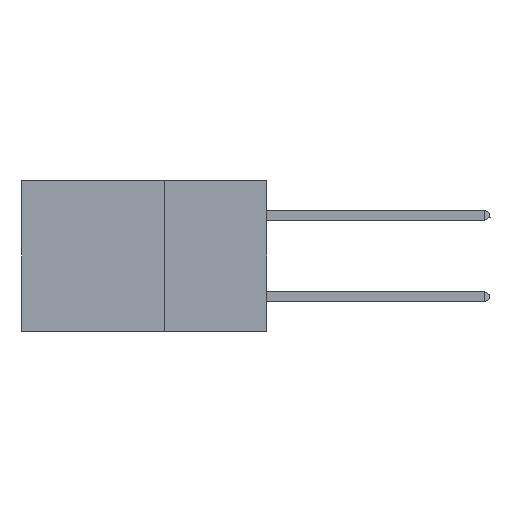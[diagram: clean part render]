
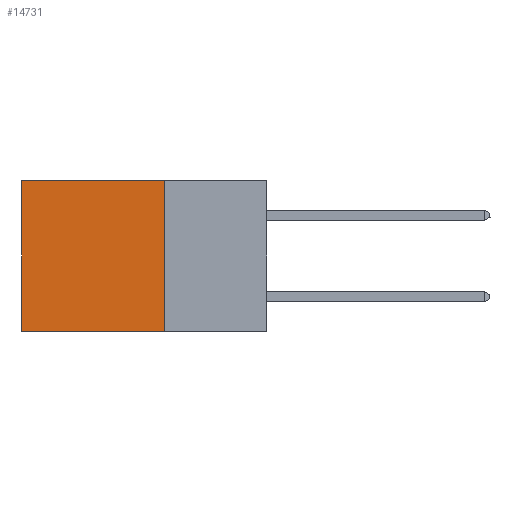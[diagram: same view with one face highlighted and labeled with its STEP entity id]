
A CAD part, left-side view. The second image highlights one B-rep face of the part: STEP entity #14731.
In plain terms, the highlighted planar face has unit normal (-1, 0, 0).
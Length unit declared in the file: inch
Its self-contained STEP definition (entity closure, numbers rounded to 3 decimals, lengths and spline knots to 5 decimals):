
#338 = CARTESIAN_POINT ( 'NONE',  ( 0.2875, 0.25, 0. ) ) ;
#1263 = DIRECTION ( 'NONE',  ( 0., 0., -1. ) ) ;
#3521 = PLANE ( 'NONE',  #14301 ) ;
#3768 = EDGE_LOOP ( 'NONE', ( #14298, #10456, #6040, #41638 ) ) ;
#4439 = CARTESIAN_POINT ( 'NONE',  ( 0.2875, 0.25, 0. ) ) ;
#6040 = ORIENTED_EDGE ( 'NONE', *, *, #14035, .F. ) ;
#9347 = VECTOR ( 'NONE', #20001, 39.37008 ) ;
#10102 = DIRECTION ( 'NONE',  ( 1., 0., 0. ) ) ;
#10372 = CARTESIAN_POINT ( 'NONE',  ( 0.2875, 0.25, -0.37 ) ) ;
#10456 = ORIENTED_EDGE ( 'NONE', *, *, #26839, .F. ) ;
#11470 = VERTEX_POINT ( 'NONE', #10372 ) ;
#11842 = EDGE_CURVE ( 'NONE', #14240, #32577, #12649, .T. ) ;
#12226 = CARTESIAN_POINT ( 'NONE',  ( 0.2875, 0.6, 0. ) ) ;
#12649 = LINE ( 'NONE', #12226, #26392 ) ;
#14035 = EDGE_CURVE ( 'NONE', #39854, #11470, #17581, .T. ) ;
#14240 = VERTEX_POINT ( 'NONE', #16703 ) ;
#14298 = ORIENTED_EDGE ( 'NONE', *, *, #11842, .T. ) ;
#14301 = AXIS2_PLACEMENT_3D ( 'NONE', #338, #10102, #23426 ) ;
#14731 = ADVANCED_FACE ( 'NONE', ( #35719 ), #3521, .F. ) ;
#16192 = CARTESIAN_POINT ( 'NONE',  ( 0.2875, 0.25, 0. ) ) ;
#16470 = EDGE_CURVE ( 'NONE', #39854, #14240, #38855, .T. ) ;
#16703 = CARTESIAN_POINT ( 'NONE',  ( 0.2875, 0.6, 0. ) ) ;
#16919 = CARTESIAN_POINT ( 'NONE',  ( 0.2875, 0.25, -0.37 ) ) ;
#17581 = LINE ( 'NONE', #4439, #29198 ) ;
#20001 = DIRECTION ( 'NONE',  ( 0., 1., 0. ) ) ;
#20311 = LINE ( 'NONE', #16919, #25270 ) ;
#23426 = DIRECTION ( 'NONE',  ( 0., 0., -1. ) ) ;
#25270 = VECTOR ( 'NONE', #29424, 39.37008 ) ;
#25563 = DIRECTION ( 'NONE',  ( 0., 0., -1. ) ) ;
#26392 = VECTOR ( 'NONE', #25563, 39.37008 ) ;
#26839 = EDGE_CURVE ( 'NONE', #11470, #32577, #20311, .T. ) ;
#29198 = VECTOR ( 'NONE', #1263, 39.37008 ) ;
#29424 = DIRECTION ( 'NONE',  ( 0., 1., 0. ) ) ;
#32577 = VERTEX_POINT ( 'NONE', #37930 ) ;
#35009 = CARTESIAN_POINT ( 'NONE',  ( 0.2875, 0.25, 0. ) ) ;
#35719 = FACE_OUTER_BOUND ( 'NONE', #3768, .T. ) ;
#37930 = CARTESIAN_POINT ( 'NONE',  ( 0.2875, 0.6, -0.37 ) ) ;
#38855 = LINE ( 'NONE', #16192, #9347 ) ;
#39854 = VERTEX_POINT ( 'NONE', #35009 ) ;
#41638 = ORIENTED_EDGE ( 'NONE', *, *, #16470, .T. ) ;
